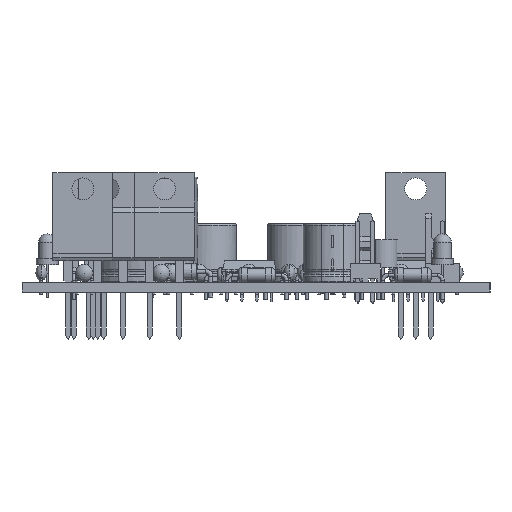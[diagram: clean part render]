
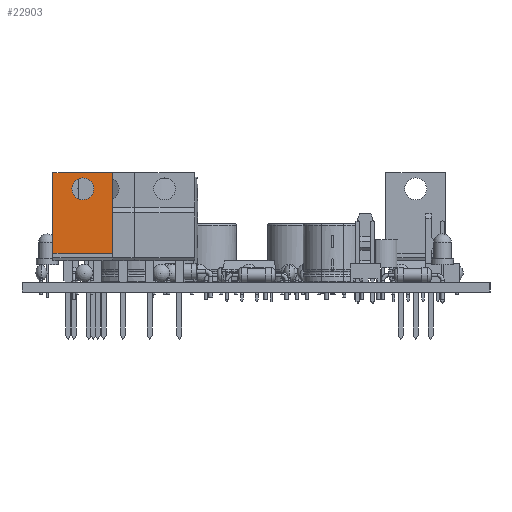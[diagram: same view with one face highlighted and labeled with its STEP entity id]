
A CAD part, left-side view. The second image highlights one B-rep face of the part: STEP entity #22903.
In plain terms, the highlighted face is planar.
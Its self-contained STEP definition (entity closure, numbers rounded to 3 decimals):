
#21046 = PLANE('',#21047);
#21047 = AXIS2_PLACEMENT_3D('',#21048,#21049,#21050);
#21048 = CARTESIAN_POINT('',(7.655,3.16,5.));
#21049 = DIRECTION('',(1.,0.,0.));
#21050 = DIRECTION('',(0.,-1.,0.));
#21102 = PLANE('',#21103);
#21103 = AXIS2_PLACEMENT_3D('',#21104,#21105,#21106);
#21104 = CARTESIAN_POINT('',(-2.575,1.89,5.));
#21105 = DIRECTION('',(-1.,0.,0.));
#21106 = DIRECTION('',(0.,1.,0.));
#21179 = PLANE('',#21180);
#21180 = AXIS2_PLACEMENT_3D('',#21181,#21182,#21183);
#21181 = CARTESIAN_POINT('',(-2.575,3.16,5.));
#21182 = DIRECTION('',(0.,0.,1.));
#21183 = DIRECTION('',(1.,0.,0.));
#21931 = VERTEX_POINT('',#21932);
#21932 = CARTESIAN_POINT('',(-2.575,3.16,18.775));
#21946 = PLANE('',#21947);
#21947 = AXIS2_PLACEMENT_3D('',#21948,#21949,#21950);
#21948 = CARTESIAN_POINT('',(-2.575,3.16,18.775));
#21949 = DIRECTION('',(0.,0.,1.));
#21950 = DIRECTION('',(1.,0.,0.));
#21958 = EDGE_CURVE('',#21959,#21931,#21961,.T.);
#21959 = VERTEX_POINT('',#21960);
#21960 = CARTESIAN_POINT('',(-2.575,3.16,5.));
#21961 = SURFACE_CURVE('',#21962,(#21966,#21973),.PCURVE_S1.);
#21962 = LINE('',#21963,#21964);
#21963 = CARTESIAN_POINT('',(-2.575,3.16,5.));
#21964 = VECTOR('',#21965,1.);
#21965 = DIRECTION('',(0.,0.,1.));
#21966 = PCURVE('',#21102,#21967);
#21967 = DEFINITIONAL_REPRESENTATION('',(#21968),#21972);
#21968 = LINE('',#21969,#21970);
#21969 = CARTESIAN_POINT('',(1.27,0.));
#21970 = VECTOR('',#21971,1.);
#21971 = DIRECTION('',(0.,-1.));
#21972 = ( GEOMETRIC_REPRESENTATION_CONTEXT(2) 
PARAMETRIC_REPRESENTATION_CONTEXT() REPRESENTATION_CONTEXT('2D SPACE',''
  ) );
#21973 = PCURVE('',#21974,#21979);
#21974 = PLANE('',#21975);
#21975 = AXIS2_PLACEMENT_3D('',#21976,#21977,#21978);
#21976 = CARTESIAN_POINT('',(-2.575,3.16,5.));
#21977 = DIRECTION('',(0.,1.,0.));
#21978 = DIRECTION('',(1.,0.,0.));
#21979 = DEFINITIONAL_REPRESENTATION('',(#21980),#21984);
#21980 = LINE('',#21981,#21982);
#21981 = CARTESIAN_POINT('',(0.,0.));
#21982 = VECTOR('',#21983,1.);
#21983 = DIRECTION('',(0.,-1.));
#21984 = ( GEOMETRIC_REPRESENTATION_CONTEXT(2) 
PARAMETRIC_REPRESENTATION_CONTEXT() REPRESENTATION_CONTEXT('2D SPACE',''
  ) );
#22076 = CYLINDRICAL_SURFACE('',#22077,1.868);
#22077 = AXIS2_PLACEMENT_3D('',#22078,#22079,#22080);
#22078 = CARTESIAN_POINT('',(2.54,1.89,16.005));
#22079 = DIRECTION('',(0.,-1.,0.));
#22080 = DIRECTION('',(1.,0.,0.));
#22092 = VERTEX_POINT('',#22093);
#22093 = CARTESIAN_POINT('',(7.655,3.16,5.));
#22114 = EDGE_CURVE('',#22092,#22115,#22117,.T.);
#22115 = VERTEX_POINT('',#22116);
#22116 = CARTESIAN_POINT('',(7.655,3.16,18.775));
#22117 = SURFACE_CURVE('',#22118,(#22122,#22129),.PCURVE_S1.);
#22118 = LINE('',#22119,#22120);
#22119 = CARTESIAN_POINT('',(7.655,3.16,5.));
#22120 = VECTOR('',#22121,1.);
#22121 = DIRECTION('',(0.,0.,1.));
#22122 = PCURVE('',#21046,#22123);
#22123 = DEFINITIONAL_REPRESENTATION('',(#22124),#22128);
#22124 = LINE('',#22125,#22126);
#22125 = CARTESIAN_POINT('',(0.,0.));
#22126 = VECTOR('',#22127,1.);
#22127 = DIRECTION('',(0.,-1.));
#22128 = ( GEOMETRIC_REPRESENTATION_CONTEXT(2) 
PARAMETRIC_REPRESENTATION_CONTEXT() REPRESENTATION_CONTEXT('2D SPACE',''
  ) );
#22129 = PCURVE('',#21974,#22130);
#22130 = DEFINITIONAL_REPRESENTATION('',(#22131),#22135);
#22131 = LINE('',#22132,#22133);
#22132 = CARTESIAN_POINT('',(10.23,0.));
#22133 = VECTOR('',#22134,1.);
#22134 = DIRECTION('',(0.,-1.));
#22135 = ( GEOMETRIC_REPRESENTATION_CONTEXT(2) 
PARAMETRIC_REPRESENTATION_CONTEXT() REPRESENTATION_CONTEXT('2D SPACE',''
  ) );
#22164 = EDGE_CURVE('',#21959,#22092,#22165,.T.);
#22165 = SURFACE_CURVE('',#22166,(#22170,#22177),.PCURVE_S1.);
#22166 = LINE('',#22167,#22168);
#22167 = CARTESIAN_POINT('',(-2.575,3.16,5.));
#22168 = VECTOR('',#22169,1.);
#22169 = DIRECTION('',(1.,0.,0.));
#22170 = PCURVE('',#21179,#22171);
#22171 = DEFINITIONAL_REPRESENTATION('',(#22172),#22176);
#22172 = LINE('',#22173,#22174);
#22173 = CARTESIAN_POINT('',(0.,0.));
#22174 = VECTOR('',#22175,1.);
#22175 = DIRECTION('',(1.,0.));
#22176 = ( GEOMETRIC_REPRESENTATION_CONTEXT(2) 
PARAMETRIC_REPRESENTATION_CONTEXT() REPRESENTATION_CONTEXT('2D SPACE',''
  ) );
#22177 = PCURVE('',#21974,#22178);
#22178 = DEFINITIONAL_REPRESENTATION('',(#22179),#22183);
#22179 = LINE('',#22180,#22181);
#22180 = CARTESIAN_POINT('',(0.,0.));
#22181 = VECTOR('',#22182,1.);
#22182 = DIRECTION('',(1.,0.));
#22183 = ( GEOMETRIC_REPRESENTATION_CONTEXT(2) 
PARAMETRIC_REPRESENTATION_CONTEXT() REPRESENTATION_CONTEXT('2D SPACE',''
  ) );
#22903 = ADVANCED_FACE('',(#22904,#22930),#21974,.T.);
#22904 = FACE_BOUND('',#22905,.T.);
#22905 = EDGE_LOOP('',(#22906,#22907,#22928,#22929));
#22906 = ORIENTED_EDGE('',*,*,#21958,.T.);
#22907 = ORIENTED_EDGE('',*,*,#22908,.T.);
#22908 = EDGE_CURVE('',#21931,#22115,#22909,.T.);
#22909 = SURFACE_CURVE('',#22910,(#22914,#22921),.PCURVE_S1.);
#22910 = LINE('',#22911,#22912);
#22911 = CARTESIAN_POINT('',(-2.575,3.16,18.775));
#22912 = VECTOR('',#22913,1.);
#22913 = DIRECTION('',(1.,0.,0.));
#22914 = PCURVE('',#21974,#22915);
#22915 = DEFINITIONAL_REPRESENTATION('',(#22916),#22920);
#22916 = LINE('',#22917,#22918);
#22917 = CARTESIAN_POINT('',(0.,-13.775));
#22918 = VECTOR('',#22919,1.);
#22919 = DIRECTION('',(1.,0.));
#22920 = ( GEOMETRIC_REPRESENTATION_CONTEXT(2) 
PARAMETRIC_REPRESENTATION_CONTEXT() REPRESENTATION_CONTEXT('2D SPACE',''
  ) );
#22921 = PCURVE('',#21946,#22922);
#22922 = DEFINITIONAL_REPRESENTATION('',(#22923),#22927);
#22923 = LINE('',#22924,#22925);
#22924 = CARTESIAN_POINT('',(0.,0.));
#22925 = VECTOR('',#22926,1.);
#22926 = DIRECTION('',(1.,0.));
#22927 = ( GEOMETRIC_REPRESENTATION_CONTEXT(2) 
PARAMETRIC_REPRESENTATION_CONTEXT() REPRESENTATION_CONTEXT('2D SPACE',''
  ) );
#22928 = ORIENTED_EDGE('',*,*,#22114,.F.);
#22929 = ORIENTED_EDGE('',*,*,#22164,.F.);
#22930 = FACE_BOUND('',#22931,.T.);
#22931 = EDGE_LOOP('',(#22932));
#22932 = ORIENTED_EDGE('',*,*,#22933,.T.);
#22933 = EDGE_CURVE('',#22934,#22934,#22936,.T.);
#22934 = VERTEX_POINT('',#22935);
#22935 = CARTESIAN_POINT('',(4.408,3.16,16.005));
#22936 = SURFACE_CURVE('',#22937,(#22942,#22953),.PCURVE_S1.);
#22937 = CIRCLE('',#22938,1.868);
#22938 = AXIS2_PLACEMENT_3D('',#22939,#22940,#22941);
#22939 = CARTESIAN_POINT('',(2.54,3.16,16.005));
#22940 = DIRECTION('',(0.,-1.,0.));
#22941 = DIRECTION('',(1.,0.,0.));
#22942 = PCURVE('',#21974,#22943);
#22943 = DEFINITIONAL_REPRESENTATION('',(#22944),#22952);
#22944 = ( BOUNDED_CURVE() B_SPLINE_CURVE(2,(#22945,#22946,#22947,#22948
    ,#22949,#22950,#22951),.UNSPECIFIED.,.T.,.F.) 
B_SPLINE_CURVE_WITH_KNOTS((1,2,2,2,2,1),(-2.094,0.,
    2.094,4.189,6.283,8.378),
.UNSPECIFIED.) CURVE() GEOMETRIC_REPRESENTATION_ITEM() 
RATIONAL_B_SPLINE_CURVE((1.,0.5,1.,0.5,1.,0.5,1.)) REPRESENTATION_ITEM(
  '') );
#22945 = CARTESIAN_POINT('',(6.983,-11.005));
#22946 = CARTESIAN_POINT('',(6.983,-14.24));
#22947 = CARTESIAN_POINT('',(4.181,-12.622));
#22948 = CARTESIAN_POINT('',(1.38,-11.005));
#22949 = CARTESIAN_POINT('',(4.181,-9.388));
#22950 = CARTESIAN_POINT('',(6.983,-7.77));
#22951 = CARTESIAN_POINT('',(6.983,-11.005));
#22952 = ( GEOMETRIC_REPRESENTATION_CONTEXT(2) 
PARAMETRIC_REPRESENTATION_CONTEXT() REPRESENTATION_CONTEXT('2D SPACE',''
  ) );
#22953 = PCURVE('',#22076,#22954);
#22954 = DEFINITIONAL_REPRESENTATION('',(#22955),#22959);
#22955 = LINE('',#22956,#22957);
#22956 = CARTESIAN_POINT('',(0.,-1.27));
#22957 = VECTOR('',#22958,1.);
#22958 = DIRECTION('',(1.,0.));
#22959 = ( GEOMETRIC_REPRESENTATION_CONTEXT(2) 
PARAMETRIC_REPRESENTATION_CONTEXT() REPRESENTATION_CONTEXT('2D SPACE',''
  ) );
